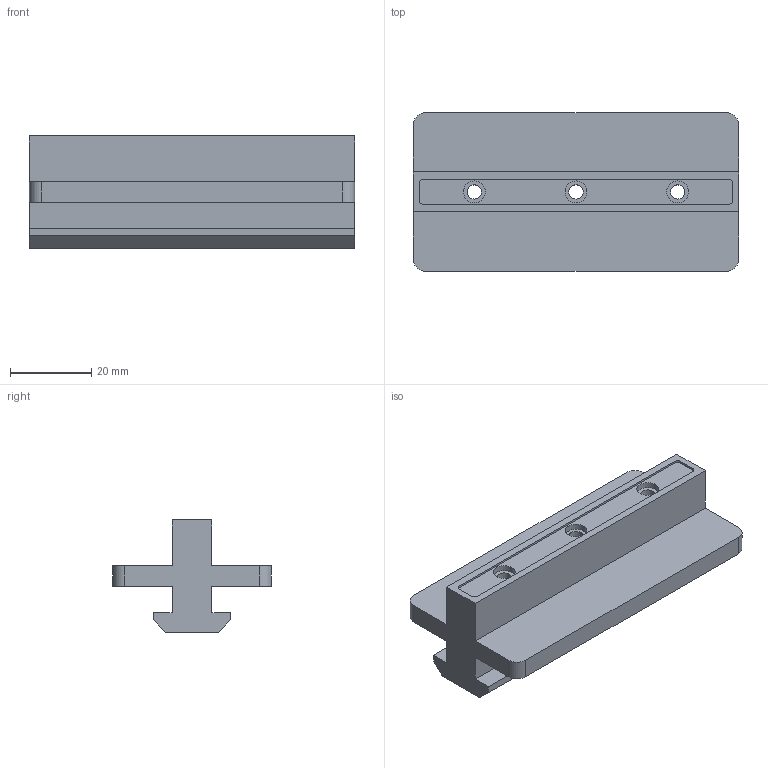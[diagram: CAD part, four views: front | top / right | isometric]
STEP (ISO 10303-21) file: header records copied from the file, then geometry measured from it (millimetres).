
FILE_DESCRIPTION (( 'STEP AP214' ), '1' );
FILE_NAME ('093sm10s01.STEP', '2015-04-23T06:31:26', ( 'Admin' ), ( 'Hewlett-Packard Company' ), 'SwSTEP 2.0', 'SolidWorks 2014', '' );
FILE_SCHEMA (( 'AUTOMOTIVE_DESIGN' ));
Length unit declared in the file: millimetre
Products named in the file (1): 093sm10s01
Bounding box: 80 x 39 x 27.6 mm (x, y, z)
Volume: 34728.7 mm3; surface area: 13747 mm2
Topology: 1 solids, 1 shells, 57 faces, 147 edges, 100 vertices
Faces by surface type: plane 36, cylinder 21
Full cylindrical faces by diameter (mm): 3.5 x3, 5.4 x6
Entity records: 1973 total; most frequent: DIRECTION 290, CARTESIAN_POINT 284, ORIENTED_EDGE 264, EDGE_CURVE 132, AXIS2_PLACEMENT_3D 100, VERTEX_POINT 94, VECTOR 90, LINE 90
